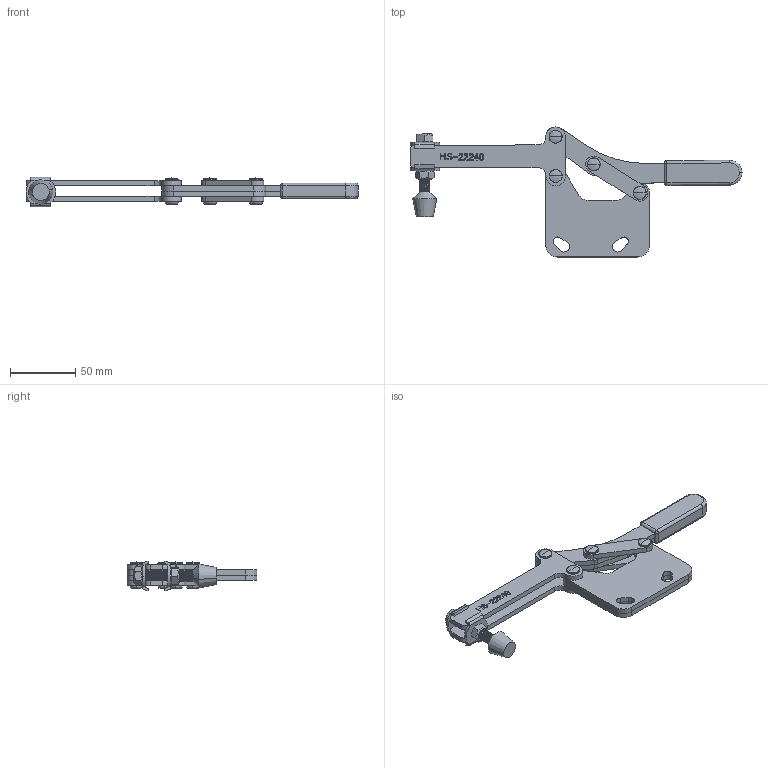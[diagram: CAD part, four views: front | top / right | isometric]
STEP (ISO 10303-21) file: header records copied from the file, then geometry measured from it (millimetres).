
FILE_DESCRIPTION (( 'STEP AP203' ), '1' );
FILE_NAME ('HS-22240.STEP', '2019-10-05T02:39:35', ( '微软用户' ), ( '微软中国' ), 'SwSTEP 2.0', 'SolidWorks 2012', '' );
FILE_SCHEMA (( 'CONFIG_CONTROL_DESIGN' ));
Products named in the file (16): 22240-02__ASM; PRT0151_; PRT0150_; HS-22240; HS-FC-56212_; 22235-05_; 22235-03__ASM; ____1-35412_; ____1-34015_; HS-FC-56212-01_; 22235-04_; HS-FW-11412_; 22235-06_; 22240-01__ASM; ____1-37420_; ____1-32568_
Assembly tree (21 placements, depth 3):
  HS-22240
    22240-02__ASM
      PRT0150_
      PRT0151_
    22240-01__ASM
      ____1-32568_
      ____1-37420_
    22235-06_  x4
    HS-FW-11412_  x2
    22235-04_  x2
    HS-FC-56212-01_  x2
    22235-03__ASM
      ____1-34015_
      ____1-35412_
    22235-05_
    HS-FC-56212_
Bounding box: 254.15 x 99.5 x 22.92 mm (x, y, z)
Volume: 90027.6 mm3; surface area: 62606.9 mm2
Topology: 18 solids, 18 shells, 837 faces, 2285 edges, 1508 vertices
Faces by surface type: plane 477, cylinder 238, bspline 86, cone 36
Entity records: 49790 total; most frequent: CARTESIAN_POINT 30235, ORIENTED_EDGE 3914, DIRECTION 3277, EDGE_CURVE 1957, LINE 1403, VECTOR 1403, VERTEX_POINT 1300, AXIS2_PLACEMENT_3D 937
